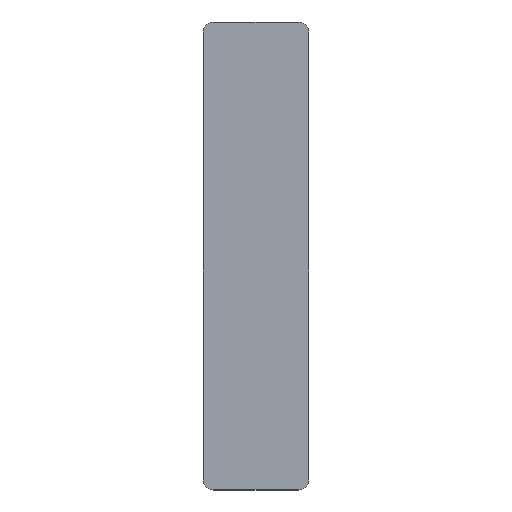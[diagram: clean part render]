
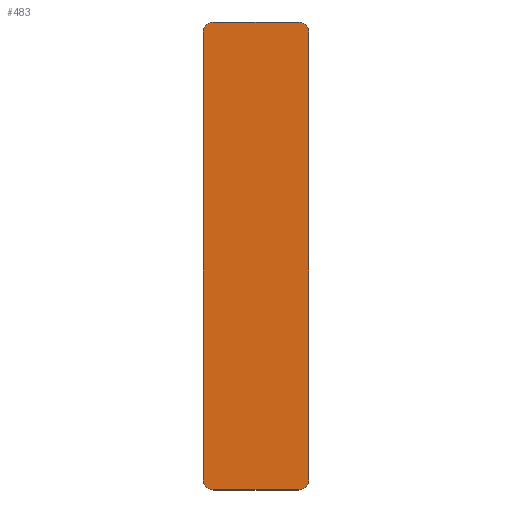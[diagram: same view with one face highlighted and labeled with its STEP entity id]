
A CAD part, top view. The second image highlights one B-rep face of the part: STEP entity #483.
In plain terms, the highlighted planar face has unit normal (0, 0, 1).
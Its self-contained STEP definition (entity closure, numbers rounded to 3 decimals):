
#314=AXIS2_PLACEMENT_3D('Circle Axis2P3D',#312,#313,$) ;
#362=AXIS2_PLACEMENT_3D('Circle Axis2P3D',#360,#361,$) ;
#410=AXIS2_PLACEMENT_3D('Circle Axis2P3D',#408,#409,$) ;
#458=AXIS2_PLACEMENT_3D('Circle Axis2P3D',#456,#457,$) ;
#471=AXIS2_PLACEMENT_3D('Plane Axis2P3D',#468,#469,#470) ;
#285=CARTESIAN_POINT('Vertex',(4.,17.3,1.7)) ;
#288=CARTESIAN_POINT('Line Origine',(4.,8.85,1.7)) ;
#292=CARTESIAN_POINT('Vertex',(4.,0.4,1.7)) ;
#312=CARTESIAN_POINT('Axis2P3D Location',(3.6,0.4,1.7)) ;
#316=CARTESIAN_POINT('Vertex',(3.6,0.,1.7)) ;
#336=CARTESIAN_POINT('Line Origine',(2.,0.,1.7)) ;
#340=CARTESIAN_POINT('Vertex',(0.4,0.,1.7)) ;
#360=CARTESIAN_POINT('Axis2P3D Location',(0.4,0.4,1.7)) ;
#364=CARTESIAN_POINT('Vertex',(0.,0.4,1.7)) ;
#384=CARTESIAN_POINT('Line Origine',(0.,8.85,1.7)) ;
#388=CARTESIAN_POINT('Vertex',(0.,17.3,1.7)) ;
#408=CARTESIAN_POINT('Axis2P3D Location',(0.4,17.3,1.7)) ;
#412=CARTESIAN_POINT('Vertex',(0.4,17.7,1.7)) ;
#432=CARTESIAN_POINT('Line Origine',(2.,17.7,1.7)) ;
#436=CARTESIAN_POINT('Vertex',(3.6,17.7,1.7)) ;
#456=CARTESIAN_POINT('Axis2P3D Location',(3.6,17.3,1.7)) ;
#468=CARTESIAN_POINT('Axis2P3D Location',(2.,0.,1.7)) ;
#289=DIRECTION('Vector Direction',(0.,-1.,0.)) ;
#313=DIRECTION('Axis2P3D Direction',(0.,0.,1.)) ;
#337=DIRECTION('Vector Direction',(1.,0.,0.)) ;
#361=DIRECTION('Axis2P3D Direction',(0.,0.,1.)) ;
#385=DIRECTION('Vector Direction',(0.,1.,0.)) ;
#409=DIRECTION('Axis2P3D Direction',(0.,0.,1.)) ;
#433=DIRECTION('Vector Direction',(-1.,0.,0.)) ;
#457=DIRECTION('Axis2P3D Direction',(0.,0.,1.)) ;
#469=DIRECTION('Axis2P3D Direction',(0.,0.,1.)) ;
#470=DIRECTION('Axis2P3D XDirection',(0.,-1.,0.)) ;
#290=VECTOR('Line Direction',#289,1.) ;
#338=VECTOR('Line Direction',#337,1.) ;
#386=VECTOR('Line Direction',#385,1.) ;
#434=VECTOR('Line Direction',#433,1.) ;
#474=ORIENTED_EDGE('',*,*,#460,.T.) ;
#475=ORIENTED_EDGE('',*,*,#438,.T.) ;
#476=ORIENTED_EDGE('',*,*,#414,.T.) ;
#477=ORIENTED_EDGE('',*,*,#390,.T.) ;
#478=ORIENTED_EDGE('',*,*,#366,.T.) ;
#479=ORIENTED_EDGE('',*,*,#342,.T.) ;
#480=ORIENTED_EDGE('',*,*,#318,.T.) ;
#481=ORIENTED_EDGE('',*,*,#294,.T.) ;
#483=ADVANCED_FACE('S3D gedreht',(#482),#472,.T.) ;
#315=CIRCLE('generated circle',#314,0.4) ;
#363=CIRCLE('generated circle',#362,0.4) ;
#411=CIRCLE('generated circle',#410,0.4) ;
#459=CIRCLE('generated circle',#458,0.4) ;
#294=EDGE_CURVE('',#293,#286,#291,.F.) ;
#318=EDGE_CURVE('',#317,#293,#315,.T.) ;
#342=EDGE_CURVE('',#341,#317,#339,.T.) ;
#366=EDGE_CURVE('',#365,#341,#363,.T.) ;
#390=EDGE_CURVE('',#389,#365,#387,.F.) ;
#414=EDGE_CURVE('',#413,#389,#411,.T.) ;
#438=EDGE_CURVE('',#437,#413,#435,.T.) ;
#460=EDGE_CURVE('',#286,#437,#459,.T.) ;
#473=EDGE_LOOP('',(#474,#475,#476,#477,#478,#479,#480,#481)) ;
#482=FACE_OUTER_BOUND('',#473,.T.) ;
#291=LINE('Line',#288,#290) ;
#339=LINE('Line',#336,#338) ;
#387=LINE('Line',#384,#386) ;
#435=LINE('Line',#432,#434) ;
#472=PLANE('',#471) ;
#286=VERTEX_POINT('',#285) ;
#293=VERTEX_POINT('',#292) ;
#317=VERTEX_POINT('',#316) ;
#341=VERTEX_POINT('',#340) ;
#365=VERTEX_POINT('',#364) ;
#389=VERTEX_POINT('',#388) ;
#413=VERTEX_POINT('',#412) ;
#437=VERTEX_POINT('',#436) ;
